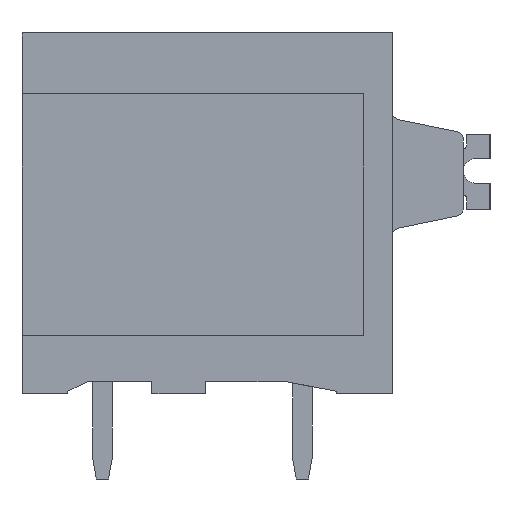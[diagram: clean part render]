
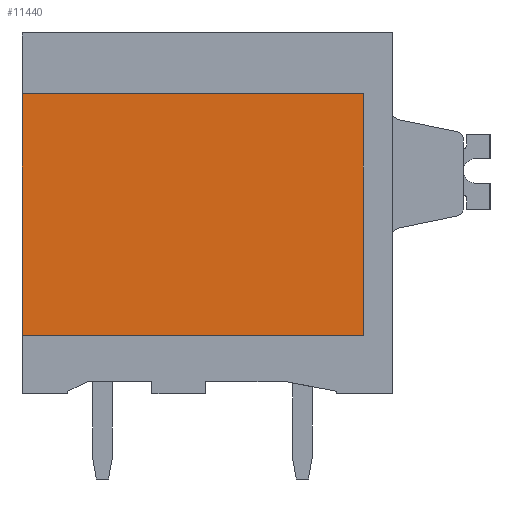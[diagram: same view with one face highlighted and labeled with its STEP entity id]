
A CAD part, left-side view. The second image highlights one B-rep face of the part: STEP entity #11440.
In plain terms, the highlighted planar face has unit normal (-1, 0, 0).
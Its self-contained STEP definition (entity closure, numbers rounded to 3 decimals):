
#4763=AXIS2_PLACEMENT_3D('Plane Axis2P3D',#4760,#4761,#4762) ;
#4760=CARTESIAN_POINT('Axis2P3D Location',(1.1,0.,0.)) ;
#11310=CARTESIAN_POINT('Vertex',(1.1,19.2,5.9)) ;
#11313=CARTESIAN_POINT('Line Origine',(1.1,19.2,10.85)) ;
#11317=CARTESIAN_POINT('Vertex',(1.1,19.2,15.8)) ;
#11390=CARTESIAN_POINT('Vertex',(1.1,5.2,5.9)) ;
#11393=CARTESIAN_POINT('Line Origine',(1.1,12.2,5.9)) ;
#11414=CARTESIAN_POINT('Vertex',(1.1,5.2,15.8)) ;
#11417=CARTESIAN_POINT('Line Origine',(1.1,5.2,10.85)) ;
#11429=CARTESIAN_POINT('Line Origine',(1.1,12.2,15.8)) ;
#4761=DIRECTION('Axis2P3D Direction',(-1.,0.,0.)) ;
#4762=DIRECTION('Axis2P3D XDirection',(0.,-1.,0.)) ;
#11314=DIRECTION('Vector Direction',(0.,0.,1.)) ;
#11394=DIRECTION('Vector Direction',(0.,1.,0.)) ;
#11418=DIRECTION('Vector Direction',(0.,0.,1.)) ;
#11430=DIRECTION('Vector Direction',(0.,1.,0.)) ;
#11315=VECTOR('Line Direction',#11314,1.) ;
#11395=VECTOR('Line Direction',#11394,1.) ;
#11419=VECTOR('Line Direction',#11418,1.) ;
#11431=VECTOR('Line Direction',#11430,1.) ;
#11435=ORIENTED_EDGE('',*,*,#11397,.F.) ;
#11436=ORIENTED_EDGE('',*,*,#11421,.T.) ;
#11437=ORIENTED_EDGE('',*,*,#11433,.T.) ;
#11438=ORIENTED_EDGE('',*,*,#11319,.F.) ;
#11440=ADVANCED_FACE('_LMF 5.00/11/90 3.5SN OR BX 1331800000',(#11439),#4764,.T.) ;
#11319=EDGE_CURVE('',#11311,#11318,#11316,.T.) ;
#11397=EDGE_CURVE('',#11391,#11311,#11396,.T.) ;
#11421=EDGE_CURVE('',#11391,#11415,#11420,.T.) ;
#11433=EDGE_CURVE('',#11415,#11318,#11432,.T.) ;
#11434=EDGE_LOOP('',(#11435,#11436,#11437,#11438)) ;
#11439=FACE_OUTER_BOUND('',#11434,.T.) ;
#11316=LINE('Line',#11313,#11315) ;
#11396=LINE('Line',#11393,#11395) ;
#11420=LINE('Line',#11417,#11419) ;
#11432=LINE('Line',#11429,#11431) ;
#4764=PLANE('',#4763) ;
#11311=VERTEX_POINT('',#11310) ;
#11318=VERTEX_POINT('',#11317) ;
#11391=VERTEX_POINT('',#11390) ;
#11415=VERTEX_POINT('',#11414) ;
